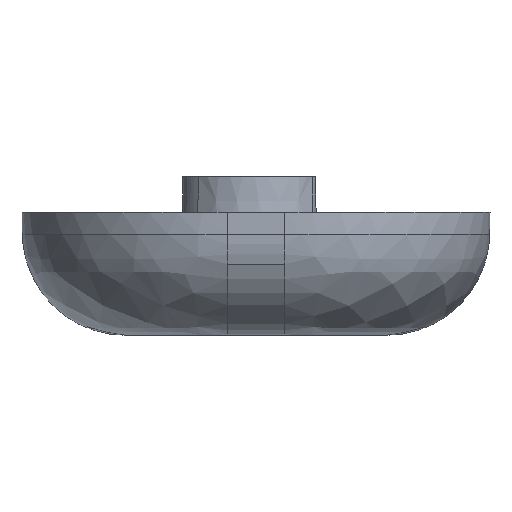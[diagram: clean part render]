
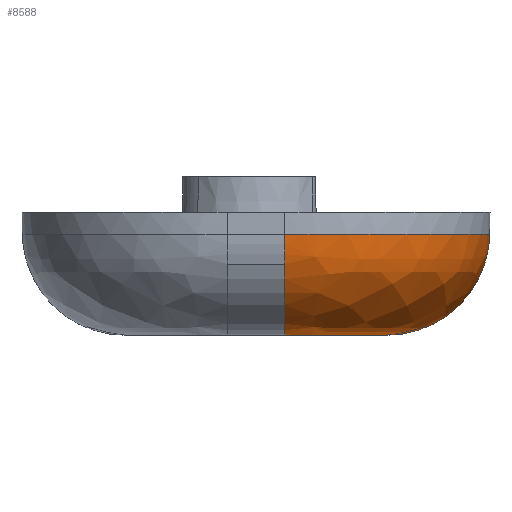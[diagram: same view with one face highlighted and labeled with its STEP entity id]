
A CAD part, left-side view. The second image highlights one B-rep face of the part: STEP entity #8588.
In plain terms, the highlighted free-form (B-spline) face has degree [2, 2] with [3, 10] control points.
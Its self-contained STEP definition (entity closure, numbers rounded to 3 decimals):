
#1441=CARTESIAN_POINT('',(-27.,-27.852,-0.993));
#1442=VERTEX_POINT('',#1441);
#1458=CARTESIAN_POINT('',(-27.,-28.457,2.634));
#1459=VERTEX_POINT('',#1458);
#1466=CARTESIAN_POINT('',(-27.,-15.959,2.853));
#1467=DIRECTION('',(-1.0,0.0,0.0));
#1468=DIRECTION('',(0.0,0.0,-1.0));
#1469=AXIS2_PLACEMENT_3D('',#1466,#1467,#1468);
#1470=CIRCLE('',#1469,12.5);
#1471=EDGE_CURVE('',#1442,#1459,#1470,.T.);
#1618=CARTESIAN_POINT('',(-51.348,-3.504,-0.993));
#1619=VERTEX_POINT('',#1618);
#1628=CARTESIAN_POINT('',(-51.953,-3.504,2.634));
#1629=VERTEX_POINT('',#1628);
#1630=CARTESIAN_POINT('',(-39.454,-3.504,2.853));
#1631=DIRECTION('',(0.,-1.,0.));
#1632=DIRECTION('',(-1.,0.,-0.017));
#1633=AXIS2_PLACEMENT_3D('',#1630,#1631,#1632);
#1634=CIRCLE('',#1633,12.5);
#1635=EDGE_CURVE('',#1629,#1619,#1634,.T.);
#7994=CARTESIAN_POINT('',(-39.454,-3.504,-9.647));
#7995=VERTEX_POINT('',#7994);
#8002=CARTESIAN_POINT('',(-39.454,-3.504,2.853));
#8003=DIRECTION('',(0.,-1.,0.));
#8004=DIRECTION('',(-1.,0.,-0.017));
#8005=AXIS2_PLACEMENT_3D('',#8002,#8003,#8004);
#8006=CIRCLE('',#8005,12.5);
#8007=EDGE_CURVE('',#1619,#7995,#8006,.T.);
#8058=CARTESIAN_POINT('',(-27.,-15.959,-9.647));
#8059=VERTEX_POINT('',#8058);
#8066=CARTESIAN_POINT('',(-39.455,-3.504,-9.647));
#8067=CARTESIAN_POINT('',(-39.455,-3.534,-9.647));
#8068=CARTESIAN_POINT('',(-39.455,-3.666,-9.647));
#8069=CARTESIAN_POINT('',(-39.452,-3.902,-9.647));
#8070=CARTESIAN_POINT('',(-39.439,-4.21,-9.647));
#8071=CARTESIAN_POINT('',(-39.412,-4.622,-9.647));
#8072=CARTESIAN_POINT('',(-39.357,-5.134,-9.647));
#8073=CARTESIAN_POINT('',(-39.262,-5.746,-9.647));
#8074=CARTESIAN_POINT('',(-39.137,-6.352,-9.647));
#8075=CARTESIAN_POINT('',(-38.929,-7.15,-9.647));
#8076=CARTESIAN_POINT('',(-38.593,-8.126,-9.647));
#8077=CARTESIAN_POINT('',(-38.074,-9.25,-9.647));
#8078=CARTESIAN_POINT('',(-37.551,-10.14,-9.647));
#8079=CARTESIAN_POINT('',(-37.085,-10.82,-9.647));
#8080=CARTESIAN_POINT('',(-36.586,-11.477,-9.647));
#8081=CARTESIAN_POINT('',(-35.901,-12.249,-9.647));
#8082=CARTESIAN_POINT('',(-34.989,-13.087,-9.647));
#8083=CARTESIAN_POINT('',(-34.163,-13.706,-9.647));
#8084=CARTESIAN_POINT('',(-33.469,-14.15,-9.647));
#8085=CARTESIAN_POINT('',(-32.932,-14.457,-9.647));
#8086=CARTESIAN_POINT('',(-32.381,-14.739,-9.647));
#8087=CARTESIAN_POINT('',(-31.63,-15.08,-9.647));
#8088=CARTESIAN_POINT('',(-30.662,-15.438,-9.647));
#8089=CARTESIAN_POINT('',(-29.462,-15.746,-9.647));
#8090=CARTESIAN_POINT('',(-28.237,-15.927,-9.647));
#8091=CARTESIAN_POINT('',(-27.412,-15.962,-9.647));
#8092=CARTESIAN_POINT('',(-27.,-15.959,-9.647));
#8093=B_SPLINE_CURVE_WITH_KNOTS('',3,(#8066,#8067,#8068,#8069,#8070,#8071,#8072,#8073,#8074,#8075,#8076,#8077,#8078,#8079,#8080,#8081,#8082,#8083,#8084,#8085,#8086,#8087,#8088,#8089,#8090,#8091,#8092),.UNSPECIFIED.,.F.,.U.,(4,1,1,1,1,1,1,1,1,1,1,1,1,1,1,1,1,1,1,1,1,1,1,1,4),(0.733,0.734,0.738,0.742,0.746,0.755,0.763,0.772,0.78,0.797,0.814,0.831,0.839,0.848,0.865,0.882,0.899,0.907,0.915,0.924,0.932,0.949,0.966,0.983,1.0),.UNSPECIFIED.);
#8094=EDGE_CURVE('',#7995,#8059,#8093,.T.);
#8517=CARTESIAN_POINT('',(-27.,-15.959,-9.647));
#8518=CARTESIAN_POINT('',(-27.,-28.242,-9.647));
#8519=CARTESIAN_POINT('',(-27.,-28.457,2.634));
#8520=CARTESIAN_POINT('',(-28.144,-15.958,-9.647));
#8521=CARTESIAN_POINT('',(-29.273,-28.241,-9.647));
#8522=CARTESIAN_POINT('',(-29.292,-28.455,2.634));
#8523=CARTESIAN_POINT('',(-30.452,-15.534,-9.647));
#8524=CARTESIAN_POINT('',(-33.856,-27.399,-9.647));
#8525=CARTESIAN_POINT('',(-33.916,-27.606,2.634));
#8526=CARTESIAN_POINT('',(-32.78,-14.602,-9.647));
#8527=CARTESIAN_POINT('',(-38.482,-25.547,-9.647));
#8528=CARTESIAN_POINT('',(-38.581,-25.738,2.634));
#8529=CARTESIAN_POINT('',(-34.837,-13.281,-9.647));
#8530=CARTESIAN_POINT('',(-42.566,-22.924,-9.647));
#8531=CARTESIAN_POINT('',(-42.701,-23.092,2.634));
#8532=CARTESIAN_POINT('',(-36.676,-11.44,-9.647));
#8533=CARTESIAN_POINT('',(-46.22,-19.267,-9.647));
#8534=CARTESIAN_POINT('',(-46.387,-19.404,2.634));
#8535=CARTESIAN_POINT('',(-38.14,-9.225,-9.647));
#8536=CARTESIAN_POINT('',(-49.128,-14.868,-9.647));
#8537=CARTESIAN_POINT('',(-49.319,-14.967,2.634));
#8538=CARTESIAN_POINT('',(-39.031,-6.938,-9.647));
#8539=CARTESIAN_POINT('',(-50.897,-10.325,-9.647));
#8540=CARTESIAN_POINT('',(-51.104,-10.384,2.634));
#8541=CARTESIAN_POINT('',(-39.459,-4.608,-9.647));
#8542=CARTESIAN_POINT('',(-51.746,-5.696,-9.647));
#8543=CARTESIAN_POINT('',(-51.961,-5.715,2.634));
#8544=CARTESIAN_POINT('',(-39.454,-3.504,-9.647));
#8545=CARTESIAN_POINT('',(-51.738,-3.504,-9.647));
#8546=CARTESIAN_POINT('',(-51.953,-3.504,2.634));
#8554=(BOUNDED_SURFACE()B_SPLINE_SURFACE(2,2,((#8517,#8520,#8523,#8526,#8529,#8532,#8535,#8538,#8541,#8544),(#8518,#8521,#8524,#8527,#8530,#8533,#8536,#8539,#8542,#8545),(#8519,#8522,#8525,#8528,#8531,#8534,#8537,#8540,#8543,#8546)),.UNSPECIFIED.,.F.,.F.,.U.)B_SPLINE_SURFACE_WITH_KNOTS((3,3),(3,1,1,1,1,1,1,1,3),(0.0,1.0),(0.0,0.125,0.25,0.375,0.5,0.625,0.75,0.875,1.0),.UNSPECIFIED.)GEOMETRIC_REPRESENTATION_ITEM()RATIONAL_B_SPLINE_SURFACE(((1.0,0.964,0.908,0.877,0.823,1.03,0.995,1.001,1.,1.0),(0.713,0.687,0.647,0.626,0.587,0.735,0.71,0.714,0.713,0.713),(1.0,0.964,0.908,0.877,0.823,1.03,0.995,1.001,1.,1.0)))REPRESENTATION_ITEM('')SURFACE());
#8555=CARTESIAN_POINT('',(-27.,-15.959,2.853));
#8556=DIRECTION('',(-1.0,0.0,0.0));
#8557=DIRECTION('',(0.0,0.0,-1.0));
#8558=AXIS2_PLACEMENT_3D('',#8555,#8556,#8557);
#8559=CIRCLE('',#8558,12.5);
#8560=EDGE_CURVE('',#8059,#1442,#8559,.T.);
#8561=ORIENTED_EDGE('',*,*,#8560,.T.);
#8562=ORIENTED_EDGE('',*,*,#1471,.T.);
#8563=CARTESIAN_POINT('',(-27.,-28.457,2.634));
#8564=CARTESIAN_POINT('',(-29.292,-28.455,2.634));
#8565=CARTESIAN_POINT('',(-33.916,-27.606,2.634));
#8566=CARTESIAN_POINT('',(-38.581,-25.738,2.634));
#8567=CARTESIAN_POINT('',(-42.701,-23.092,2.634));
#8568=CARTESIAN_POINT('',(-46.387,-19.404,2.634));
#8569=CARTESIAN_POINT('',(-49.319,-14.967,2.634));
#8570=CARTESIAN_POINT('',(-51.104,-10.384,2.634));
#8571=CARTESIAN_POINT('',(-51.961,-5.715,2.634));
#8572=CARTESIAN_POINT('',(-51.953,-3.504,2.634));
#8580=(BOUNDED_CURVE()B_SPLINE_CURVE(2,(#8563,#8564,#8565,#8566,#8567,#8568,#8569,#8570,#8571,#8572),.UNSPECIFIED.,.F.,.U.)B_SPLINE_CURVE_WITH_KNOTS((3,1,1,1,1,1,1,1,3),(0.0,0.125,0.25,0.375,0.5,0.625,0.75,0.875,1.0),.UNSPECIFIED.)CURVE()GEOMETRIC_REPRESENTATION_ITEM()RATIONAL_B_SPLINE_CURVE((1.0,0.964,0.908,0.877,0.823,1.03,0.995,1.001,1.,1.0))REPRESENTATION_ITEM(''));
#8581=EDGE_CURVE('',#1459,#1629,#8580,.T.);
#8582=ORIENTED_EDGE('',*,*,#8581,.T.);
#8583=ORIENTED_EDGE('',*,*,#1635,.T.);
#8584=ORIENTED_EDGE('',*,*,#8007,.T.);
#8585=ORIENTED_EDGE('',*,*,#8094,.T.);
#8586=EDGE_LOOP('',(#8561,#8562,#8582,#8583,#8584,#8585));
#8587=FACE_OUTER_BOUND('',#8586,.T.);
#8588=ADVANCED_FACE('',(#8587),#8554,.T.);
